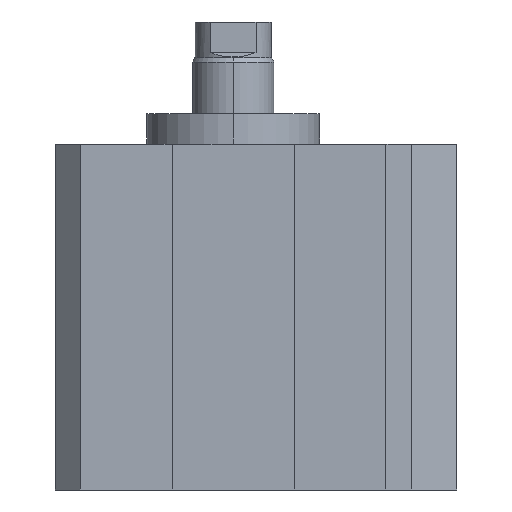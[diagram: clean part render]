
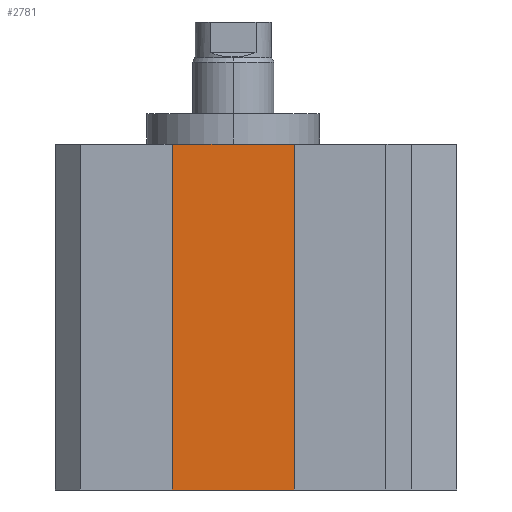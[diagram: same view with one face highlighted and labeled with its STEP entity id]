
A CAD part, left-side view. The second image highlights one B-rep face of the part: STEP entity #2781.
In plain terms, the highlighted planar face has unit normal (-1, 0, 0).
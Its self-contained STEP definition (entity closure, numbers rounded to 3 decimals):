
#2725=CARTESIAN_POINT('',(-12.,-8.1,34.0));
#2726=VERTEX_POINT('',#2725);
#2733=CARTESIAN_POINT('',(-12.,-8.1,0.0));
#2734=VERTEX_POINT('',#2733);
#2735=CARTESIAN_POINT('',(-12.,-8.1,0.0));
#2736=DIRECTION('',(0.0,0.0,1.0));
#2737=VECTOR('',#2736,34.0);
#2738=LINE('',#2735,#2737);
#2739=EDGE_CURVE('',#2734,#2726,#2738,.T.);
#2751=CARTESIAN_POINT('',(-12.,-8.1,0.0));
#2752=DIRECTION('',(-1.0,0.0,0.0));
#2753=DIRECTION('',(0.0,0.0,1.0));
#2754=AXIS2_PLACEMENT_3D('',#2751,#2752,#2753);
#2755=PLANE('',#2754);
#2756=CARTESIAN_POINT('',(-12.,8.1,34.0));
#2757=VERTEX_POINT('',#2756);
#2758=CARTESIAN_POINT('',(-12.,-8.1,34.0));
#2759=DIRECTION('',(0.0,1.0,0.0));
#2760=VECTOR('',#2759,16.2);
#2761=LINE('',#2758,#2760);
#2762=EDGE_CURVE('',#2726,#2757,#2761,.T.);
#2763=ORIENTED_EDGE('',*,*,#2762,.T.);
#2764=CARTESIAN_POINT('',(-12.,8.1,0.0));
#2765=VERTEX_POINT('',#2764);
#2766=CARTESIAN_POINT('',(-12.,8.1,0.0));
#2767=DIRECTION('',(0.0,0.0,1.0));
#2768=VECTOR('',#2767,34.0);
#2769=LINE('',#2766,#2768);
#2770=EDGE_CURVE('',#2765,#2757,#2769,.T.);
#2771=ORIENTED_EDGE('',*,*,#2770,.F.);
#2772=CARTESIAN_POINT('',(-12.,-8.1,0.0));
#2773=DIRECTION('',(0.0,1.0,0.0));
#2774=VECTOR('',#2773,16.2);
#2775=LINE('',#2772,#2774);
#2776=EDGE_CURVE('',#2734,#2765,#2775,.T.);
#2777=ORIENTED_EDGE('',*,*,#2776,.F.);
#2778=ORIENTED_EDGE('',*,*,#2739,.T.);
#2779=EDGE_LOOP('',(#2763,#2771,#2777,#2778));
#2780=FACE_OUTER_BOUND('',#2779,.T.);
#2781=ADVANCED_FACE('',(#2780),#2755,.T.);
